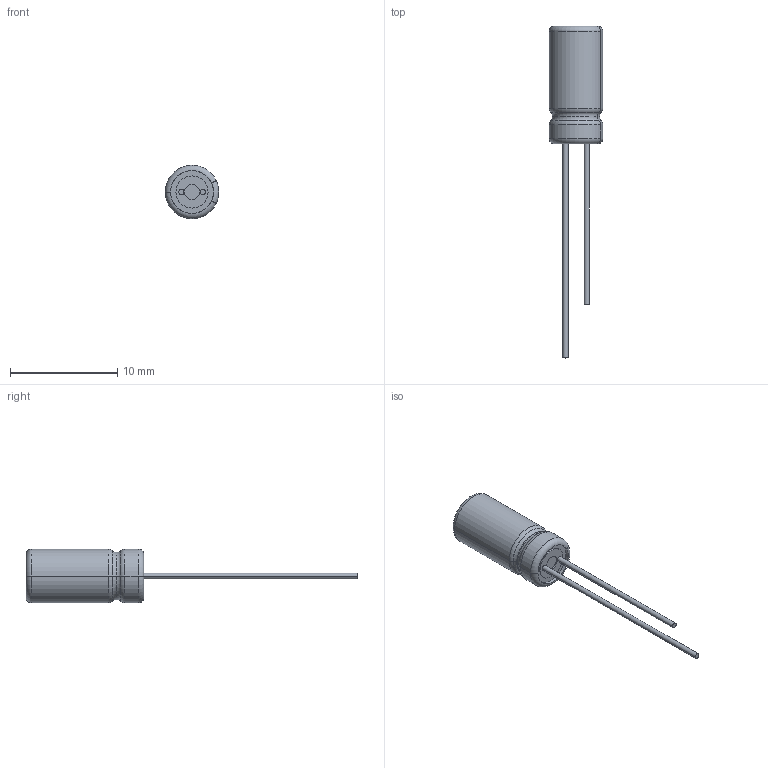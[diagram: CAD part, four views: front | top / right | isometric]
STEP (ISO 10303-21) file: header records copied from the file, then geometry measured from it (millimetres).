
FILE_DESCRIPTION (( 'STEP AP214' ), '1' );
FILE_NAME ('860010772002.STEP', '2024-02-13T20:34:51', ( '' ), ( '' ), 'SwSTEP 2.0', 'SolidWorks 2021', '' );
FILE_SCHEMA (( 'AUTOMOTIVE_DESIGN' ));
Length unit declared in the file: millimetre
Products named in the file (1): 860010772002
Bounding box: 4.99 x 31 x 4.99 mm (x, y, z)
Volume: 211.3 mm3; surface area: 450 mm2
Topology: 6 solids, 6 shells, 86 faces, 208 edges, 136 vertices
Faces by surface type: plane 32, cylinder 27, torus 21, cone 6
Entity records: 2646 total; most frequent: DIRECTION 501, CARTESIAN_POINT 431, ORIENTED_EDGE 416, EDGE_CURVE 208, AXIS2_PLACEMENT_3D 206, VERTEX_POINT 136, CIRCLE 119, VECTOR 89
